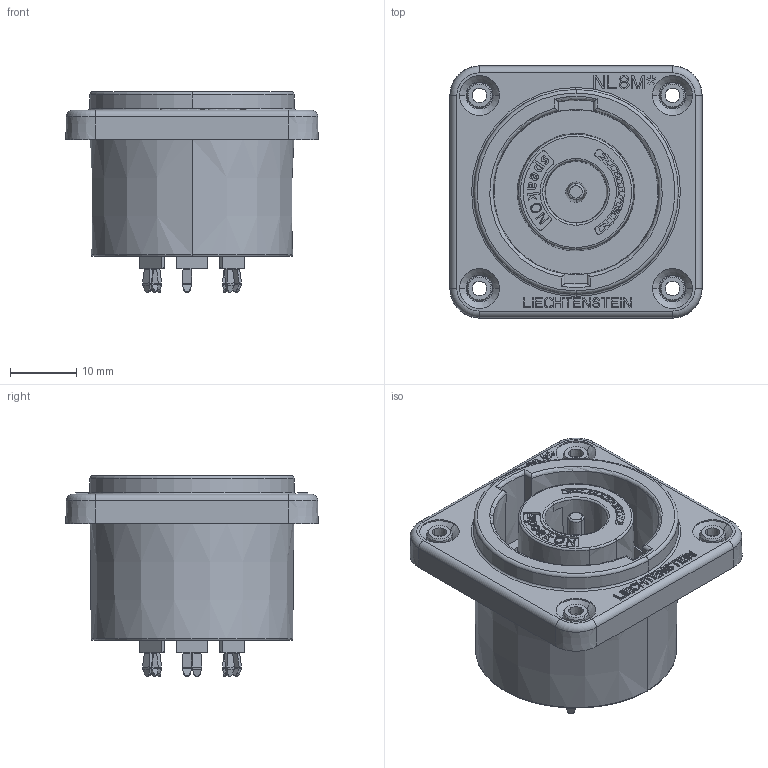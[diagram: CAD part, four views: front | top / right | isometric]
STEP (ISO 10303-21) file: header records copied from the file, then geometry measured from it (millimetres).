
FILE_DESCRIPTION((''),'2;1');
FILE_NAME('NL8MDXX-V-3','2021-03-09T11:53:54',('man'),(''),'CREO PARAMETRIC BY PTC INC, 2019080','CREO PARAMETRIC BY PTC INC, 2019080','');
FILE_SCHEMA(('CONFIG_CONTROL_DESIGN'));
Length unit declared in the file: millimetre
Products named in the file (1): NL8MDXX-V-3
Bounding box: 38.16 x 38.16 x 30.35 mm (x, y, z)
Volume: 14148.7 mm3; surface area: 11632.2 mm2
Topology: 1 solids, 11 shells, 1598 faces, 4066 edges, 2578 vertices
Faces by surface type: plane 920, bspline 316, cylinder 182, torus 88, cone 88, extrusion 4
Entity records: 58053 total; most frequent: CARTESIAN_POINT 21600, ORIENTED_EDGE 8112, DIRECTION 6500, EDGE_CURVE 4066, VECTOR 2754, LINE 2750, VERTEX_POINT 2578, AXIS2_PLACEMENT_3D 1873
